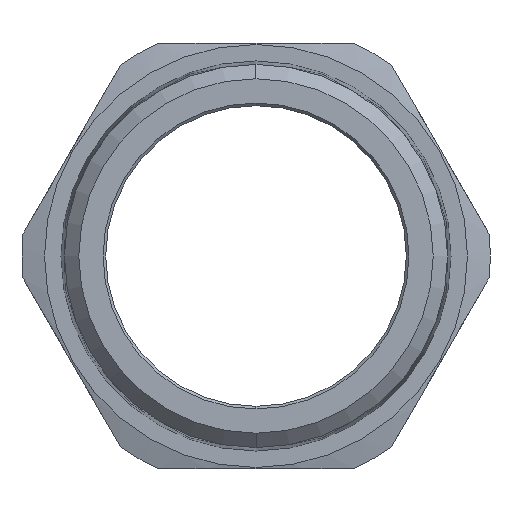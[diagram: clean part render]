
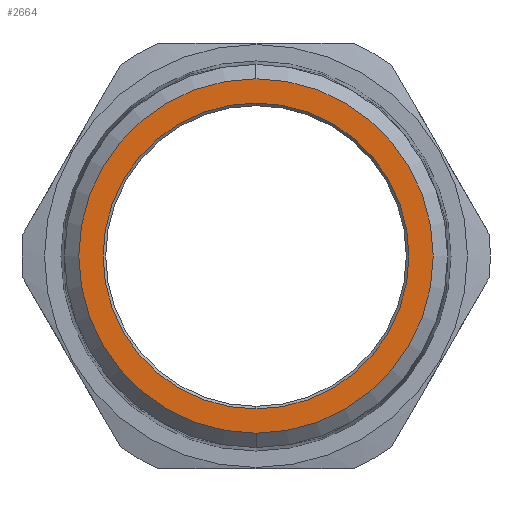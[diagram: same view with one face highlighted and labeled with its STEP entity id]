
A CAD part, left-side view. The second image highlights one B-rep face of the part: STEP entity #2664.
In plain terms, the highlighted planar face has unit normal (-1, 0, 0).
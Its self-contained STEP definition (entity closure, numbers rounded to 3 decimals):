
#13 = DIRECTION ( 'NONE',  ( 0., 0., -1. ) ) ;
#82 = CARTESIAN_POINT ( 'NONE',  ( 0., 0., 0. ) ) ;
#347 = CIRCLE ( 'NONE', #3041, 28.75 ) ;
#518 = ORIENTED_EDGE ( 'NONE', *, *, #3792, .T. ) ;
#595 = AXIS2_PLACEMENT_3D ( 'NONE', #1392, #2136, #2489 ) ;
#762 = DIRECTION ( 'NONE',  ( 1., 0., 0. ) ) ;
#777 = DIRECTION ( 'NONE',  ( 0., 0., -1. ) ) ;
#1365 = EDGE_CURVE ( 'NONE', #1750, #2280, #2769, .T. ) ;
#1392 = CARTESIAN_POINT ( 'NONE',  ( 0., 0., 0. ) ) ;
#1433 = CARTESIAN_POINT ( 'NONE',  ( 0., 0., 0. ) ) ;
#1569 = FACE_OUTER_BOUND ( 'NONE', #2887, .T. ) ;
#1750 = VERTEX_POINT ( 'NONE', #3214 ) ;
#1823 = EDGE_CURVE ( 'NONE', #4275, #3886, #3296, .T. ) ;
#2136 = DIRECTION ( 'NONE',  ( -1., 0., 0. ) ) ;
#2153 = DIRECTION ( 'NONE',  ( -1., 0., 0. ) ) ;
#2154 = AXIS2_PLACEMENT_3D ( 'NONE', #1433, #2153, #2891 ) ;
#2162 = FACE_BOUND ( 'NONE', #4026, .T. ) ;
#2197 = ORIENTED_EDGE ( 'NONE', *, *, #3278, .T. ) ;
#2222 = DIRECTION ( 'NONE',  ( 1., 0., 0. ) ) ;
#2226 = ORIENTED_EDGE ( 'NONE', *, *, #1823, .T. ) ;
#2260 = AXIS2_PLACEMENT_3D ( 'NONE', #2406, #4527, #4540 ) ;
#2280 = VERTEX_POINT ( 'NONE', #2796 ) ;
#2406 = CARTESIAN_POINT ( 'NONE',  ( 0., 0., 0. ) ) ;
#2489 = DIRECTION ( 'NONE',  ( 0., 0., -1. ) ) ;
#2664 = ADVANCED_FACE ( 'NONE', ( #1569, #2162 ), #3103, .F. ) ;
#2769 = CIRCLE ( 'NONE', #4289, 28.75 ) ;
#2796 = CARTESIAN_POINT ( 'NONE',  ( 0., 0., -28.75 ) ) ;
#2887 = EDGE_LOOP ( 'NONE', ( #2226, #2197 ) ) ;
#2891 = DIRECTION ( 'NONE',  ( 0., 0., -1. ) ) ;
#3041 = AXIS2_PLACEMENT_3D ( 'NONE', #82, #2222, #777 ) ;
#3103 = PLANE ( 'NONE',  #2260 ) ;
#3186 = CARTESIAN_POINT ( 'NONE',  ( 0., 0., 0. ) ) ;
#3214 = CARTESIAN_POINT ( 'NONE',  ( 0., 0., 28.75 ) ) ;
#3278 = EDGE_CURVE ( 'NONE', #3886, #4275, #3487, .T. ) ;
#3296 = CIRCLE ( 'NONE', #595, 33.303 ) ;
#3487 = CIRCLE ( 'NONE', #2154, 33.303 ) ;
#3792 = EDGE_CURVE ( 'NONE', #2280, #1750, #347, .T. ) ;
#3886 = VERTEX_POINT ( 'NONE', #3933 ) ;
#3933 = CARTESIAN_POINT ( 'NONE',  ( 0., 0., 33.303 ) ) ;
#4026 = EDGE_LOOP ( 'NONE', ( #4510, #518 ) ) ;
#4270 = CARTESIAN_POINT ( 'NONE',  ( 0., 0., -33.303 ) ) ;
#4275 = VERTEX_POINT ( 'NONE', #4270 ) ;
#4289 = AXIS2_PLACEMENT_3D ( 'NONE', #3186, #762, #13 ) ;
#4510 = ORIENTED_EDGE ( 'NONE', *, *, #1365, .T. ) ;
#4527 = DIRECTION ( 'NONE',  ( 1., 0., 0. ) ) ;
#4540 = DIRECTION ( 'NONE',  ( 0., 0., -1. ) ) ;
